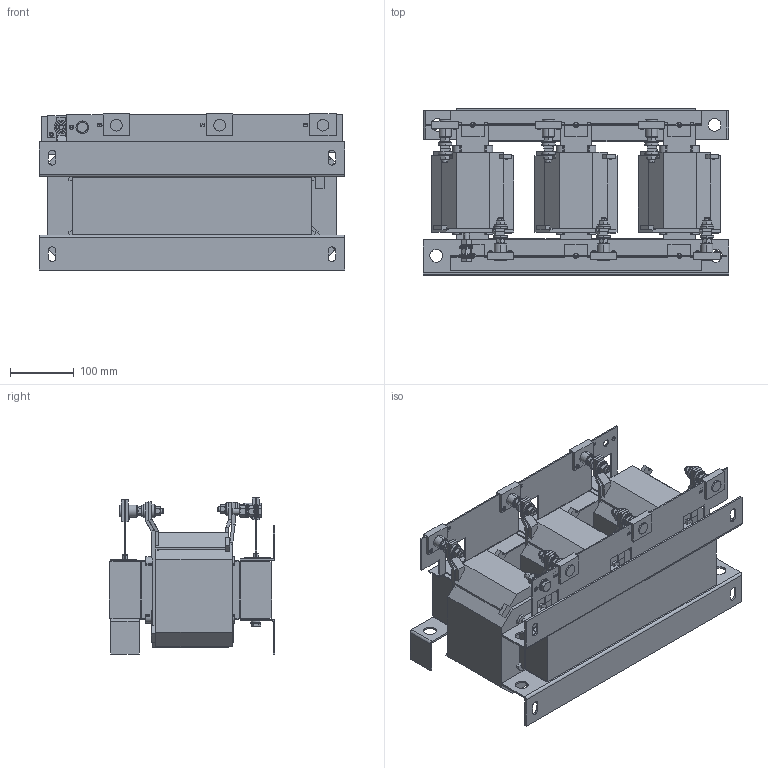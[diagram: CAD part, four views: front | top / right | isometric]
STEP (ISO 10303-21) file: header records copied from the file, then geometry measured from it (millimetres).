
FILE_DESCRIPTION (( 'STEP AP214' ), '1' );
FILE_NAME ('862506.STEP', '2024-04-05T09:18:26', ( '' ), ( '' ), 'SwSTEP 2.0', 'SolidWorks 2022', '' );
FILE_SCHEMA (( 'AUTOMOTIVE_DESIGN' ));
Length unit declared in the file: millimetre
Products named in the file (1): 862506
Bounding box: 480 x 261.05 x 245.4 mm (x, y, z)
Volume: 12517810.8 mm3; surface area: 977048.6 mm2
Topology: 1 solids, 1 shells, 2134 faces, 5475 edges, 3493 vertices
Faces by surface type: plane 1406, cylinder 316, cone 232, bspline 166, torus 14
Entity records: 71961 total; most frequent: CARTESIAN_POINT 21260, ORIENTED_EDGE 10950, DIRECTION 9624, EDGE_CURVE 5475, VECTOR 3786, LINE 3786, VERTEX_POINT 3493, AXIS2_PLACEMENT_3D 2919
